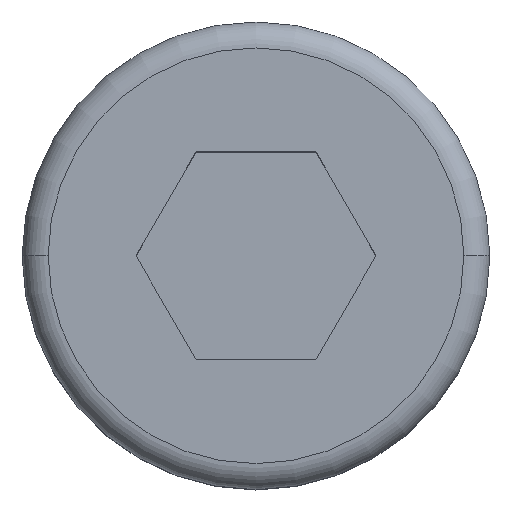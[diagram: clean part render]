
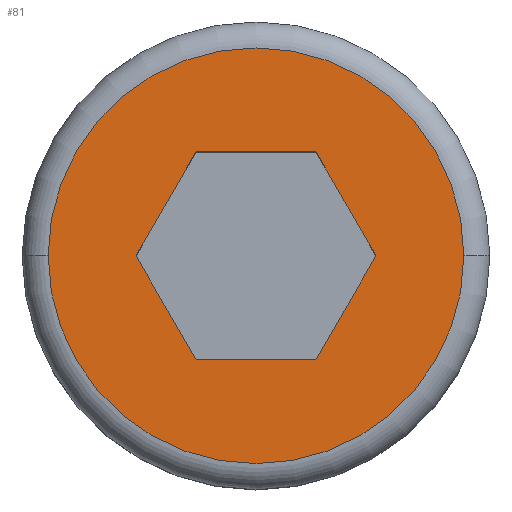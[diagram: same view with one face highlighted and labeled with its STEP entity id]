
A CAD part, top view. The second image highlights one B-rep face of the part: STEP entity #81.
In plain terms, the highlighted planar face has unit normal (0, 0, 1).
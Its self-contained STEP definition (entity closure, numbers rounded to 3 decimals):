
#10 = DIRECTION ( 'NONE',  ( -0.5, -0.866, 0. ) ) ;
#13 = DIRECTION ( 'NONE',  ( 0., 0., 1. ) ) ;
#32 = VERTEX_POINT ( 'NONE', #44 ) ;
#42 = EDGE_CURVE ( 'NONE', #324, #50, #329, .T. ) ;
#43 = CARTESIAN_POINT ( 'NONE',  ( -1.155, 0., 2.5 ) ) ;
#44 = CARTESIAN_POINT ( 'NONE',  ( 2., 0., 2.5 ) ) ;
#50 = VERTEX_POINT ( 'NONE', #285 ) ;
#55 = CARTESIAN_POINT ( 'NONE',  ( 1.155, 0., 2.5 ) ) ;
#56 = CARTESIAN_POINT ( 'NONE',  ( 0., 0., 2.5 ) ) ;
#57 = LINE ( 'NONE', #344, #240 ) ;
#62 = DIRECTION ( 'NONE',  ( 0., 0., 1. ) ) ;
#65 = CIRCLE ( 'NONE', #493, 2. ) ;
#67 = ORIENTED_EDGE ( 'NONE', *, *, #616, .F. ) ;
#74 = VERTEX_POINT ( 'NONE', #440 ) ;
#79 = VECTOR ( 'NONE', #391, 1000. ) ;
#81 = ADVANCED_FACE ( 'NONE', ( #250, #256 ), #444, .T. ) ;
#89 = ORIENTED_EDGE ( 'NONE', *, *, #243, .T. ) ;
#95 = CARTESIAN_POINT ( 'NONE',  ( 0.577, -1., 2.5 ) ) ;
#105 = LINE ( 'NONE', #55, #303 ) ;
#110 = LINE ( 'NONE', #297, #79 ) ;
#113 = LINE ( 'NONE', #588, #563 ) ;
#117 = VERTEX_POINT ( 'NONE', #345 ) ;
#119 = DIRECTION ( 'NONE',  ( 1., 0., 0. ) ) ;
#144 = DIRECTION ( 'NONE',  ( 0.5, 0.866, 0. ) ) ;
#149 = EDGE_CURVE ( 'NONE', #117, #324, #586, .T. ) ;
#165 = DIRECTION ( 'NONE',  ( 1., 0., 0. ) ) ;
#170 = ORIENTED_EDGE ( 'NONE', *, *, #186, .F. ) ;
#176 = CARTESIAN_POINT ( 'NONE',  ( 0., 0., 2.5 ) ) ;
#186 = EDGE_CURVE ( 'NONE', #417, #117, #110, .T. ) ;
#191 = AXIS2_PLACEMENT_3D ( 'NONE', #349, #13, #198 ) ;
#198 = DIRECTION ( 'NONE',  ( 1., 0., 0. ) ) ;
#213 = DIRECTION ( 'NONE',  ( 0., 0., 1. ) ) ;
#232 = VECTOR ( 'NONE', #165, 1000. ) ;
#238 = ORIENTED_EDGE ( 'NONE', *, *, #516, .F. ) ;
#240 = VECTOR ( 'NONE', #445, 1000. ) ;
#243 = EDGE_CURVE ( 'NONE', #32, #419, #65, .T. ) ;
#250 = FACE_BOUND ( 'NONE', #270, .T. ) ;
#256 = FACE_OUTER_BOUND ( 'NONE', #361, .T. ) ;
#266 = DIRECTION ( 'NONE',  ( 1., 0., 0. ) ) ;
#270 = EDGE_LOOP ( 'NONE', ( #238, #293, #385, #170, #597, #67 ) ) ;
#285 = CARTESIAN_POINT ( 'NONE',  ( 1.155, 0., 2.5 ) ) ;
#288 = CARTESIAN_POINT ( 'NONE',  ( -2., 0., 2.5 ) ) ;
#289 = ORIENTED_EDGE ( 'NONE', *, *, #595, .T. ) ;
#291 = CARTESIAN_POINT ( 'NONE',  ( -0.577, 1., 2.5 ) ) ;
#293 = ORIENTED_EDGE ( 'NONE', *, *, #42, .F. ) ;
#297 = CARTESIAN_POINT ( 'NONE',  ( -1.155, 0., 2.5 ) ) ;
#303 = VECTOR ( 'NONE', #340, 1000. ) ;
#312 = VECTOR ( 'NONE', #144, 1000. ) ;
#324 = VERTEX_POINT ( 'NONE', #414 ) ;
#329 = LINE ( 'NONE', #95, #312 ) ;
#340 = DIRECTION ( 'NONE',  ( -0.5, 0.866, 0. ) ) ;
#344 = CARTESIAN_POINT ( 'NONE',  ( 0.577, 1., 2.5 ) ) ;
#345 = CARTESIAN_POINT ( 'NONE',  ( -0.577, -1., 2.5 ) ) ;
#349 = CARTESIAN_POINT ( 'NONE',  ( 0., 0., 2.5 ) ) ;
#361 = EDGE_LOOP ( 'NONE', ( #89, #289 ) ) ;
#385 = ORIENTED_EDGE ( 'NONE', *, *, #149, .F. ) ;
#391 = DIRECTION ( 'NONE',  ( 0.5, -0.866, 0. ) ) ;
#414 = CARTESIAN_POINT ( 'NONE',  ( 0.577, -1., 2.5 ) ) ;
#417 = VERTEX_POINT ( 'NONE', #43 ) ;
#419 = VERTEX_POINT ( 'NONE', #288 ) ;
#440 = CARTESIAN_POINT ( 'NONE',  ( 0.577, 1., 2.5 ) ) ;
#444 = PLANE ( 'NONE',  #554 ) ;
#445 = DIRECTION ( 'NONE',  ( -1., 0., 0. ) ) ;
#490 = CIRCLE ( 'NONE', #191, 2. ) ;
#493 = AXIS2_PLACEMENT_3D ( 'NONE', #176, #213, #266 ) ;
#516 = EDGE_CURVE ( 'NONE', #50, #74, #105, .T. ) ;
#554 = AXIS2_PLACEMENT_3D ( 'NONE', #56, #62, #119 ) ;
#557 = VERTEX_POINT ( 'NONE', #291 ) ;
#560 = EDGE_CURVE ( 'NONE', #557, #417, #113, .T. ) ;
#563 = VECTOR ( 'NONE', #10, 1000. ) ;
#586 = LINE ( 'NONE', #592, #232 ) ;
#588 = CARTESIAN_POINT ( 'NONE',  ( -0.577, 1., 2.5 ) ) ;
#592 = CARTESIAN_POINT ( 'NONE',  ( -0.577, -1., 2.5 ) ) ;
#595 = EDGE_CURVE ( 'NONE', #419, #32, #490, .T. ) ;
#597 = ORIENTED_EDGE ( 'NONE', *, *, #560, .F. ) ;
#616 = EDGE_CURVE ( 'NONE', #74, #557, #57, .T. ) ;
